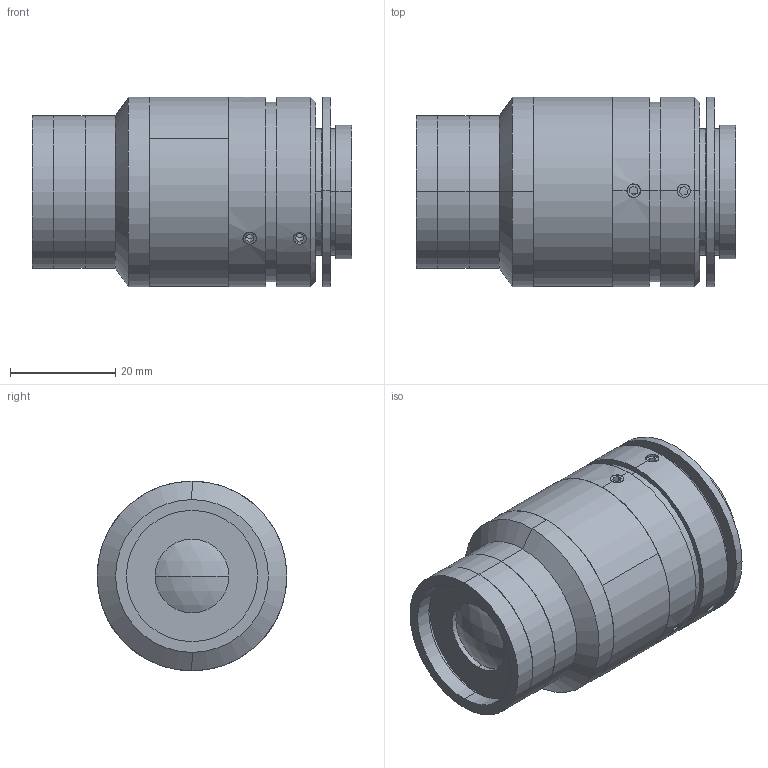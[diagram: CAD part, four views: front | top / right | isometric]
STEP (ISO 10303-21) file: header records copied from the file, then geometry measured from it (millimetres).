
FILE_DESCRIPTION (( 'STEP AP203' ), '1' );
FILE_NAME ('XF-MH025X228.STEP', '2024-08-03T11:02:31', ( '' ), ( '' ), 'SwSTEP 2.0', 'SolidWorks 2022', '' );
FILE_SCHEMA (( 'CONFIG_CONTROL_DESIGN' ));
Length unit declared in the file: millimetre
Products named in the file (1): XF-MH025X228
Bounding box: 60.57 x 36 x 36 mm (x, y, z)
Surface area: 11607.3 mm2 (no closed solid volume)
Topology: 0 solids, 16 shells, 124 faces, 358 edges, 235 vertices
Faces by surface type: plane 62, cylinder 46, cone 14, sphere 2
Entity records: 4475 total; most frequent: CARTESIAN_POINT 1166, DIRECTION 712, ORIENTED_EDGE 567, EDGE_CURVE 350, AXIS2_PLACEMENT_3D 261, VERTEX_POINT 235, LINE 190, VECTOR 190
